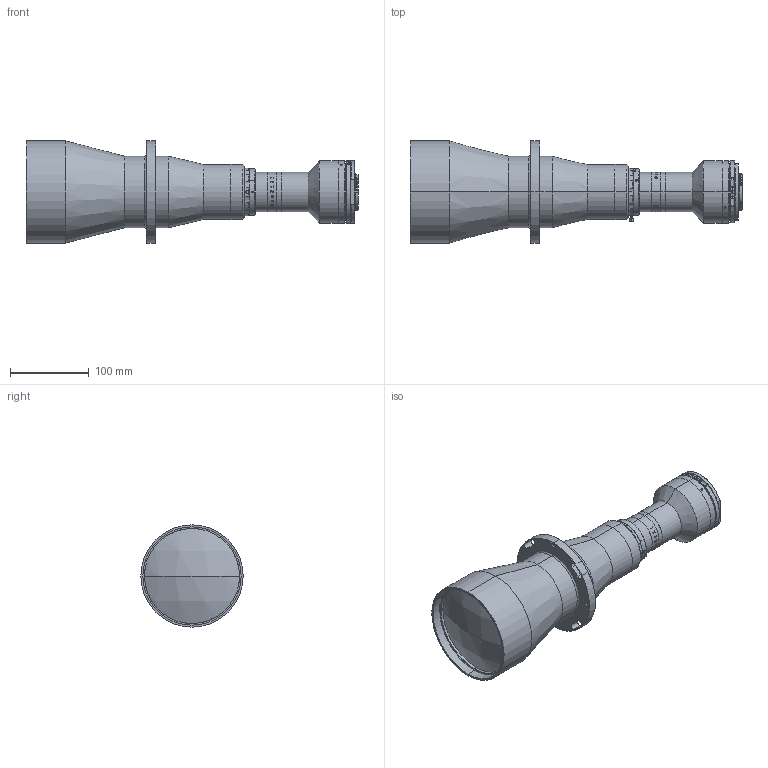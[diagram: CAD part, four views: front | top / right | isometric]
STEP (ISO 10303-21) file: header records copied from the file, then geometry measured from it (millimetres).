
FILE_DESCRIPTION (( 'STEP AP203' ), '1' );
FILE_NAME ('XF-PTL11035-F-VI.STEP', '2019-05-28T01:22:00', ( 'canrill005' ), ( '' ), 'SwSTEP 2.0', 'SolidWorks 2014', '' );
FILE_SCHEMA (( 'CONFIG_CONTROL_DESIGN' ));
Length unit declared in the file: millimetre
Products named in the file (2): XF-PTL11035-F-VI
Bounding box: 422.12 x 130 x 130 mm (x, y, z)
Surface area: 178140.9 mm2 (no closed solid volume)
Topology: 0 solids, 46 shells, 312 faces, 1480 edges, 1202 vertices
Faces by surface type: cylinder 156, plane 91, cone 44, torus 10, bspline 7, sphere 4
Entity records: 23192 total; most frequent: CARTESIAN_POINT 11772, DIRECTION 2244, ORIENTED_EDGE 2054, EDGE_CURVE 1474, VERTEX_POINT 1202, AXIS2_PLACEMENT_3D 875, CIRCLE 568, LINE 494
